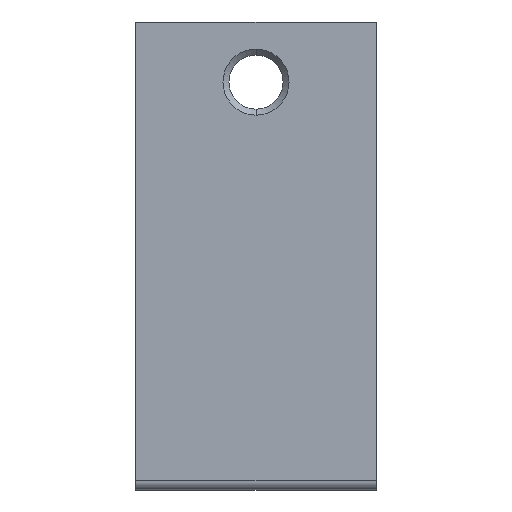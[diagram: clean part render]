
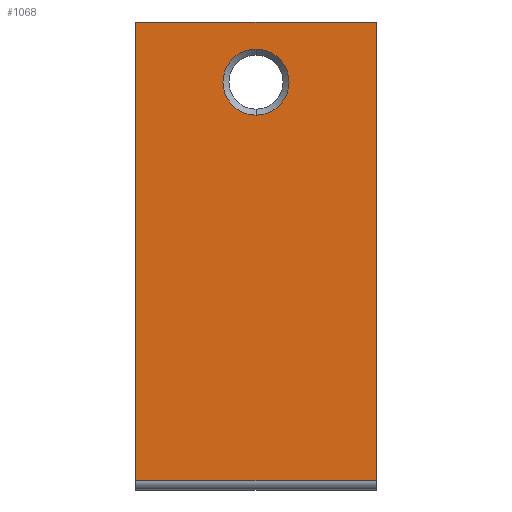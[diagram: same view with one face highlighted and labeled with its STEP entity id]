
A CAD part, front view. The second image highlights one B-rep face of the part: STEP entity #1068.
In plain terms, the highlighted planar face has unit normal (0, -1, 0).
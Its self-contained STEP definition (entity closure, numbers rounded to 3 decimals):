
#34 = EDGE_CURVE ( 'NONE', #1246, #651, #658, .T. ) ;
#48 = AXIS2_PLACEMENT_3D ( 'NONE', #1190, #796, #106 ) ;
#70 = EDGE_CURVE ( 'NONE', #1596, #1246, #1474, .T. ) ;
#75 = DIRECTION ( 'NONE',  ( 0., 0., -1. ) ) ;
#106 = DIRECTION ( 'NONE',  ( 0., 0., 1. ) ) ;
#134 = CARTESIAN_POINT ( 'NONE',  ( 20., 0., 80. ) ) ;
#138 = FACE_OUTER_BOUND ( 'NONE', #1181, .T. ) ;
#195 = EDGE_CURVE ( 'NONE', #1596, #1033, #956, .T. ) ;
#217 = CARTESIAN_POINT ( 'NONE',  ( 20., 0., 80. ) ) ;
#219 = ORIENTED_EDGE ( 'NONE', *, *, #1761, .T. ) ;
#354 = ORIENTED_EDGE ( 'NONE', *, *, #195, .F. ) ;
#359 = CARTESIAN_POINT ( 'NONE',  ( -20., 0., 3.621 ) ) ;
#403 = CARTESIAN_POINT ( 'NONE',  ( 0., 0., 70. ) ) ;
#408 = VECTOR ( 'NONE', #75, 1000. ) ;
#414 = DIRECTION ( 'NONE',  ( 0., 1., 0. ) ) ;
#431 = CIRCLE ( 'NONE', #1654, 5.5 ) ;
#435 = VECTOR ( 'NONE', #1192, 1000. ) ;
#447 = EDGE_LOOP ( 'NONE', ( #918, #219 ) ) ;
#456 = CARTESIAN_POINT ( 'NONE',  ( 20., 0., 3.621 ) ) ;
#550 = DIRECTION ( 'NONE',  ( 0., 0., 1. ) ) ;
#581 = CARTESIAN_POINT ( 'NONE',  ( 20., 0., 3.621 ) ) ;
#599 = ORIENTED_EDGE ( 'NONE', *, *, #70, .T. ) ;
#651 = VERTEX_POINT ( 'NONE', #359 ) ;
#658 = LINE ( 'NONE', #1607, #408 ) ;
#670 = FACE_BOUND ( 'NONE', #447, .T. ) ;
#678 = CARTESIAN_POINT ( 'NONE',  ( 20., 0., 80. ) ) ;
#759 = VECTOR ( 'NONE', #998, 1000. ) ;
#796 = DIRECTION ( 'NONE',  ( 0., 1., 0. ) ) ;
#872 = AXIS2_PLACEMENT_3D ( 'NONE', #678, #1227, #550 ) ;
#878 = VERTEX_POINT ( 'NONE', #1590 ) ;
#918 = ORIENTED_EDGE ( 'NONE', *, *, #1314, .T. ) ;
#928 = ORIENTED_EDGE ( 'NONE', *, *, #1251, .T. ) ;
#956 = LINE ( 'NONE', #134, #1573 ) ;
#998 = DIRECTION ( 'NONE',  ( 1., 0., 0. ) ) ;
#1033 = VERTEX_POINT ( 'NONE', #581 ) ;
#1068 = ADVANCED_FACE ( 'NONE', ( #670, #138 ), #1084, .F. ) ;
#1084 = PLANE ( 'NONE',  #872 ) ;
#1140 = CARTESIAN_POINT ( 'NONE',  ( -20., 0., 80. ) ) ;
#1181 = EDGE_LOOP ( 'NONE', ( #1409, #928, #354, #599 ) ) ;
#1190 = CARTESIAN_POINT ( 'NONE',  ( 0., 0., 70. ) ) ;
#1192 = DIRECTION ( 'NONE',  ( -1., 0., 0. ) ) ;
#1193 = CIRCLE ( 'NONE', #48, 5.5 ) ;
#1227 = DIRECTION ( 'NONE',  ( 0., 1., 0. ) ) ;
#1246 = VERTEX_POINT ( 'NONE', #1140 ) ;
#1251 = EDGE_CURVE ( 'NONE', #651, #1033, #1676, .T. ) ;
#1314 = EDGE_CURVE ( 'NONE', #1702, #878, #1193, .T. ) ;
#1326 = CARTESIAN_POINT ( 'NONE',  ( 20., 0., 80. ) ) ;
#1409 = ORIENTED_EDGE ( 'NONE', *, *, #34, .T. ) ;
#1474 = LINE ( 'NONE', #217, #435 ) ;
#1484 = DIRECTION ( 'NONE',  ( 0., 0., 1. ) ) ;
#1569 = CARTESIAN_POINT ( 'NONE',  ( 0., 0., 64.5 ) ) ;
#1573 = VECTOR ( 'NONE', #1631, 1000. ) ;
#1590 = CARTESIAN_POINT ( 'NONE',  ( 0., 0., 75.5 ) ) ;
#1596 = VERTEX_POINT ( 'NONE', #1326 ) ;
#1607 = CARTESIAN_POINT ( 'NONE',  ( -20., 0., 80. ) ) ;
#1631 = DIRECTION ( 'NONE',  ( 0., 0., -1. ) ) ;
#1654 = AXIS2_PLACEMENT_3D ( 'NONE', #403, #414, #1484 ) ;
#1676 = LINE ( 'NONE', #456, #759 ) ;
#1702 = VERTEX_POINT ( 'NONE', #1569 ) ;
#1761 = EDGE_CURVE ( 'NONE', #878, #1702, #431, .T. ) ;
